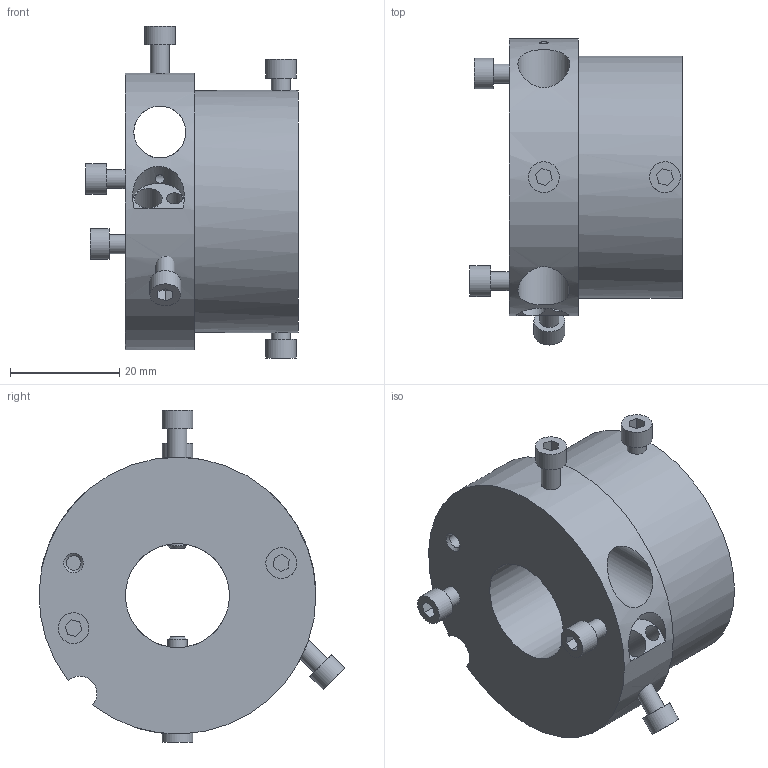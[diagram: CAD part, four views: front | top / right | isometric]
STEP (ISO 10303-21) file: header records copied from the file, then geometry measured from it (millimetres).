
FILE_DESCRIPTION((''),'2;1');
FILE_NAME('312690.stp','2013-11-26T14:28:19',('Franzp'),(''),'Autodesk Inventor 2013','Autodesk Inventor 2013','');
FILE_SCHEMA(('AUTOMOTIVE_DESIGN { 1 0 10303 214 1 1 1 1 }'));
Length unit declared in the file: millimetre
Products named in the file (7): 312690; 310501; 310517; 310502; 310550; 310551
Assembly tree (7 placements, depth 2):
  312690
    312690
    310501  x2
    310517
    310502
    310550
    310551
Bounding box: 38.99 x 56.12 x 60.91 mm (x, y, z)
Volume: 42217.7 mm3; surface area: 14235.6 mm2
Topology: 7 solids, 7 shells, 119 faces, 272 edges, 176 vertices
Faces by surface type: plane 67, cylinder 32, cone 15, bspline 5
Full cylindrical faces by diameter (mm): 1.587 x2, 2.54 x1, 2.642 x7, 2.87 x1, 3.51 x6, 5.08 x1, 5.65 x6, 9.525 x1, 19.1 x1, 44.45 x1
Entity records: 4155 total; most frequent: CARTESIAN_POINT 1790, DIRECTION 447, ORIENTED_EDGE 376, EDGE_CURVE 188, EDGE_LOOP 174, AXIS2_PLACEMENT_3D 172, VERTEX_POINT 142, FACE_OUTER_BOUND 106
